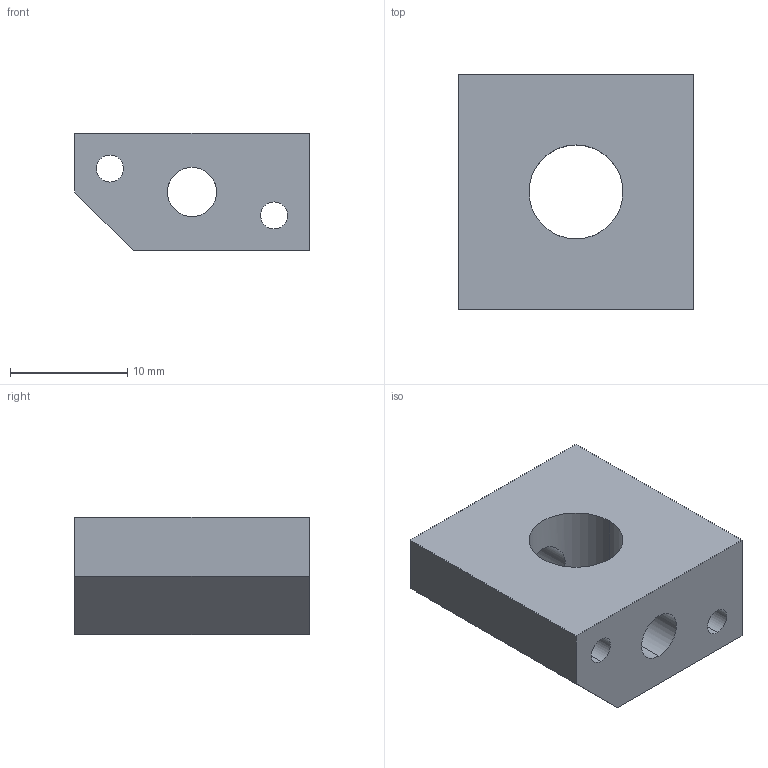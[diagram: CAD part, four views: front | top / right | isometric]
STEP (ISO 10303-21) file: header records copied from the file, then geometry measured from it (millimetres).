
FILE_DESCRIPTION (( 'STEP AP203' ), '1' );
FILE_NAME ('guide X X4.STEP', '2014-02-01T11:18:17', ( '' ), ( '' ), 'SwSTEP 2.0', 'SolidWorks 2012', '' );
FILE_SCHEMA (( 'CONFIG_CONTROL_DESIGN' ));
Length unit declared in the file: millimetre
Products named in the file (1): guide X X4
Bounding box: 20 x 20 x 10 mm (x, y, z)
Volume: 2910.9 mm3; surface area: 2049.2 mm2
Topology: 1 solids, 1 shells, 17 faces, 45 edges, 30 vertices
Faces by surface type: cylinder 10, plane 7
Entity records: 744 total; most frequent: CARTESIAN_POINT 213, DIRECTION 93, ORIENTED_EDGE 90, EDGE_CURVE 45, AXIS2_PLACEMENT_3D 34, VERTEX_POINT 30, EDGE_LOOP 27, VECTOR 25
